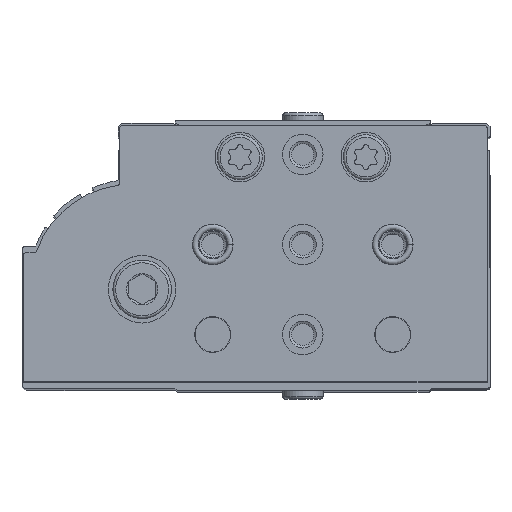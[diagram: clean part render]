
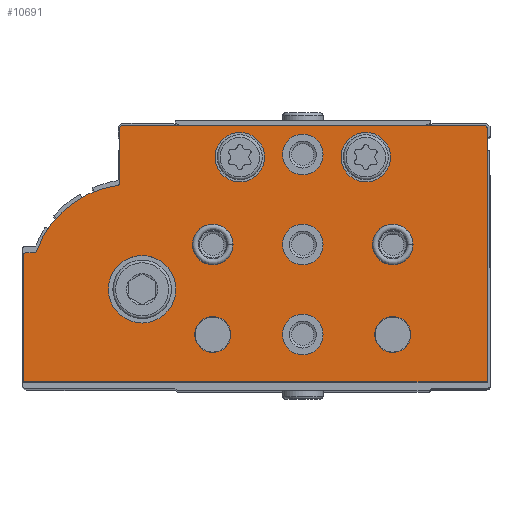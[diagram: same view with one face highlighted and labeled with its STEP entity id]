
A CAD part, top view. The second image highlights one B-rep face of the part: STEP entity #10691.
In plain terms, the highlighted face is planar.
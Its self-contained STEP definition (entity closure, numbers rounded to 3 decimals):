
#1090=LINE('',#18085,#1913);
#1092=LINE('',#18089,#1915);
#1094=LINE('',#18093,#1917);
#1097=LINE('',#18101,#1920);
#1102=LINE('',#18117,#1925);
#1105=LINE('',#18125,#1928);
#1913=VECTOR('',#14638,1000.);
#1915=VECTOR('',#14642,1000.);
#1917=VECTOR('',#14646,1000.);
#1920=VECTOR('',#14655,1000.);
#1925=VECTOR('',#14674,1000.);
#1928=VECTOR('',#14683,1000.);
#4129=ORIENTED_EDGE('',*,*,#6045,.T.);
#4130=ORIENTED_EDGE('',*,*,#6046,.T.);
#4131=ORIENTED_EDGE('',*,*,#6047,.T.);
#4132=ORIENTED_EDGE('',*,*,#6048,.T.);
#4133=ORIENTED_EDGE('',*,*,#6049,.T.);
#4134=ORIENTED_EDGE('',*,*,#6050,.T.);
#4135=ORIENTED_EDGE('',*,*,#6051,.T.);
#4136=ORIENTED_EDGE('',*,*,#6052,.T.);
#4137=ORIENTED_EDGE('',*,*,#6053,.T.);
#4138=ORIENTED_EDGE('',*,*,#6054,.T.);
#4139=ORIENTED_EDGE('',*,*,#6020,.F.);
#4140=ORIENTED_EDGE('',*,*,#6043,.F.);
#4141=ORIENTED_EDGE('',*,*,#6041,.F.);
#4142=ORIENTED_EDGE('',*,*,#6039,.F.);
#4143=ORIENTED_EDGE('',*,*,#6037,.T.);
#4144=ORIENTED_EDGE('',*,*,#6035,.F.);
#4145=ORIENTED_EDGE('',*,*,#6033,.T.);
#4146=ORIENTED_EDGE('',*,*,#6031,.F.);
#4147=ORIENTED_EDGE('',*,*,#6029,.F.);
#4148=ORIENTED_EDGE('',*,*,#6027,.F.);
#4149=ORIENTED_EDGE('',*,*,#6025,.F.);
#4150=ORIENTED_EDGE('',*,*,#6023,.F.);
#6020=EDGE_CURVE('',#7194,#7195,#7841,.T.);
#6023=EDGE_CURVE('',#7195,#7196,#1090,.T.);
#6025=EDGE_CURVE('',#7196,#7197,#1092,.T.);
#6027=EDGE_CURVE('',#7197,#7198,#1094,.T.);
#6029=EDGE_CURVE('',#7198,#7199,#7842,.T.);
#6031=EDGE_CURVE('',#7199,#7200,#1097,.T.);
#6033=EDGE_CURVE('',#7201,#7200,#7843,.T.);
#6035=EDGE_CURVE('',#7201,#7202,#7844,.T.);
#6037=EDGE_CURVE('',#7203,#7202,#7845,.T.);
#6039=EDGE_CURVE('',#7203,#7204,#1102,.T.);
#6041=EDGE_CURVE('',#7204,#7205,#7846,.T.);
#6043=EDGE_CURVE('',#7205,#7194,#1105,.T.);
#6045=EDGE_CURVE('',#7206,#7206,#7847,.T.);
#6046=EDGE_CURVE('',#7207,#7207,#7848,.T.);
#6047=EDGE_CURVE('',#7208,#7208,#7849,.T.);
#6048=EDGE_CURVE('',#7209,#7209,#7850,.T.);
#6049=EDGE_CURVE('',#7210,#7210,#7851,.T.);
#6050=EDGE_CURVE('',#7211,#7211,#7852,.T.);
#6051=EDGE_CURVE('',#7212,#7212,#7853,.T.);
#6052=EDGE_CURVE('',#7213,#7213,#7854,.T.);
#6053=EDGE_CURVE('',#7214,#7214,#7855,.T.);
#6054=EDGE_CURVE('',#7215,#7215,#7856,.T.);
#7194=VERTEX_POINT('',#18080);
#7195=VERTEX_POINT('',#18081);
#7196=VERTEX_POINT('',#18086);
#7197=VERTEX_POINT('',#18090);
#7198=VERTEX_POINT('',#18094);
#7199=VERTEX_POINT('',#18098);
#7200=VERTEX_POINT('',#18102);
#7201=VERTEX_POINT('',#18106);
#7202=VERTEX_POINT('',#18110);
#7203=VERTEX_POINT('',#18114);
#7204=VERTEX_POINT('',#18118);
#7205=VERTEX_POINT('',#18122);
#7206=VERTEX_POINT('',#18129);
#7207=VERTEX_POINT('',#18131);
#7208=VERTEX_POINT('',#18133);
#7209=VERTEX_POINT('',#18135);
#7210=VERTEX_POINT('',#18137);
#7211=VERTEX_POINT('',#18139);
#7212=VERTEX_POINT('',#18141);
#7213=VERTEX_POINT('',#18143);
#7214=VERTEX_POINT('',#18145);
#7215=VERTEX_POINT('',#18147);
#7841=CIRCLE('',#11940,0.5);
#7842=CIRCLE('',#11945,0.5);
#7843=CIRCLE('',#11948,0.5);
#7844=CIRCLE('',#11950,22.5);
#7845=CIRCLE('',#11952,0.5);
#7846=CIRCLE('',#11955,0.5);
#7847=CIRCLE('',#11958,7.5);
#7848=CIRCLE('',#11959,4.5);
#7849=CIRCLE('',#11960,5.5);
#7850=CIRCLE('',#11961,5.5);
#7851=CIRCLE('',#11962,4.5);
#7852=CIRCLE('',#11963,4.5);
#7853=CIRCLE('',#11964,4.5);
#7854=CIRCLE('',#11965,4.);
#7855=CIRCLE('',#11966,4.5);
#7856=CIRCLE('',#11967,4.);
#8644=EDGE_LOOP('',(#4129));
#8645=EDGE_LOOP('',(#4130));
#8646=EDGE_LOOP('',(#4131));
#8647=EDGE_LOOP('',(#4132));
#8648=EDGE_LOOP('',(#4133));
#8649=EDGE_LOOP('',(#4134));
#8650=EDGE_LOOP('',(#4135));
#8651=EDGE_LOOP('',(#4136));
#8652=EDGE_LOOP('',(#4137));
#8653=EDGE_LOOP('',(#4138));
#8654=EDGE_LOOP('',(#4139,#4140,#4141,#4142,#4143,#4144,#4145,#4146,#4147,
#4148,#4149,#4150));
#9589=FACE_BOUND('',#8644,.T.);
#9590=FACE_BOUND('',#8645,.T.);
#9591=FACE_BOUND('',#8646,.T.);
#9592=FACE_BOUND('',#8647,.T.);
#9593=FACE_BOUND('',#8648,.T.);
#9594=FACE_BOUND('',#8649,.T.);
#9595=FACE_BOUND('',#8650,.T.);
#9596=FACE_BOUND('',#8651,.T.);
#9597=FACE_BOUND('',#8652,.T.);
#9598=FACE_BOUND('',#8653,.T.);
#9599=FACE_BOUND('',#8654,.T.);
#10171=PLANE('',#11957);
#10691=ADVANCED_FACE('',(#9589,#9590,#9591,#9592,#9593,#9594,#9595,#9596,
#9597,#9598,#9599),#10171,.F.);
#11940=AXIS2_PLACEMENT_3D('',#18079,#14632,#14633);
#11945=AXIS2_PLACEMENT_3D('',#18097,#14650,#14651);
#11948=AXIS2_PLACEMENT_3D('',#18105,#14659,#14660);
#11950=AXIS2_PLACEMENT_3D('',#18109,#14664,#14665);
#11952=AXIS2_PLACEMENT_3D('',#18113,#14669,#14670);
#11955=AXIS2_PLACEMENT_3D('',#18121,#14678,#14679);
#11957=AXIS2_PLACEMENT_3D('',#18127,#14685,#14686);
#11958=AXIS2_PLACEMENT_3D('',#18128,#14687,#14688);
#11959=AXIS2_PLACEMENT_3D('',#18130,#14689,#14690);
#11960=AXIS2_PLACEMENT_3D('',#18132,#14691,#14692);
#11961=AXIS2_PLACEMENT_3D('',#18134,#14693,#14694);
#11962=AXIS2_PLACEMENT_3D('',#18136,#14695,#14696);
#11963=AXIS2_PLACEMENT_3D('',#18138,#14697,#14698);
#11964=AXIS2_PLACEMENT_3D('',#18140,#14699,#14700);
#11965=AXIS2_PLACEMENT_3D('',#18142,#14701,#14702);
#11966=AXIS2_PLACEMENT_3D('',#18144,#14703,#14704);
#11967=AXIS2_PLACEMENT_3D('',#18146,#14705,#14706);
#14632=DIRECTION('',(0.,0.,1.));
#14633=DIRECTION('',(1.,0.,0.));
#14638=DIRECTION('',(0.,-1.,0.));
#14642=DIRECTION('',(1.,0.,0.));
#14646=DIRECTION('',(0.,1.,0.));
#14650=DIRECTION('',(0.,0.,1.));
#14651=DIRECTION('',(1.,0.,0.));
#14655=DIRECTION('',(-1.,0.,0.));
#14659=DIRECTION('',(0.,0.,1.));
#14660=DIRECTION('',(1.,0.,0.));
#14664=DIRECTION('',(0.,0.,1.));
#14665=DIRECTION('',(1.,0.,0.));
#14669=DIRECTION('',(0.,0.,1.));
#14670=DIRECTION('',(1.,0.,0.));
#14674=DIRECTION('',(0.,1.,0.));
#14678=DIRECTION('',(0.,0.,1.));
#14679=DIRECTION('',(1.,0.,0.));
#14683=DIRECTION('',(-1.,0.,0.));
#14685=DIRECTION('',(0.,0.,1.));
#14686=DIRECTION('',(1.,0.,0.));
#14687=DIRECTION('',(0.,0.,1.));
#14688=DIRECTION('',(1.,0.,0.));
#14689=DIRECTION('',(0.,0.,1.));
#14690=DIRECTION('',(1.,0.,0.));
#14691=DIRECTION('',(0.,0.,1.));
#14692=DIRECTION('',(1.,0.,0.));
#14693=DIRECTION('',(0.,0.,1.));
#14694=DIRECTION('',(1.,0.,0.));
#14695=DIRECTION('',(0.,0.,1.));
#14696=DIRECTION('',(1.,0.,0.));
#14697=DIRECTION('',(0.,0.,1.));
#14698=DIRECTION('',(1.,0.,0.));
#14699=DIRECTION('',(0.,0.,1.));
#14700=DIRECTION('',(1.,0.,0.));
#14701=DIRECTION('',(0.,0.,1.));
#14702=DIRECTION('',(1.,0.,0.));
#14703=DIRECTION('',(0.,0.,1.));
#14704=DIRECTION('',(1.,0.,0.));
#14705=DIRECTION('',(0.,0.,1.));
#14706=DIRECTION('',(1.,0.,0.));
#18079=CARTESIAN_POINT('',(0.5,56.5,0.));
#18080=CARTESIAN_POINT('',(0.5,57.,0.));
#18081=CARTESIAN_POINT('',(0.,56.5,0.));
#18085=CARTESIAN_POINT('',(0.,56.5,0.));
#18086=CARTESIAN_POINT('',(0.,0.,0.));
#18089=CARTESIAN_POINT('',(0.,0.,0.));
#18090=CARTESIAN_POINT('',(103.,0.,0.));
#18093=CARTESIAN_POINT('',(103.,0.,0.));
#18094=CARTESIAN_POINT('',(103.,28.2,0.));
#18097=CARTESIAN_POINT('',(102.5,28.2,0.));
#18098=CARTESIAN_POINT('',(102.5,28.7,0.));
#18101=CARTESIAN_POINT('',(102.5,28.7,0.));
#18102=CARTESIAN_POINT('',(100.637,28.7,0.));
#18105=CARTESIAN_POINT('',(100.637,29.2,0.));
#18106=CARTESIAN_POINT('',(100.167,29.03,0.));
#18109=CARTESIAN_POINT('',(79.,21.4,0.));
#18110=CARTESIAN_POINT('',(82.033,43.695,0.));
#18113=CARTESIAN_POINT('',(82.1,44.19,0.));
#18114=CARTESIAN_POINT('',(81.6,44.19,0.));
#18117=CARTESIAN_POINT('',(81.6,44.19,0.));
#18118=CARTESIAN_POINT('',(81.6,56.5,0.));
#18121=CARTESIAN_POINT('',(81.1,56.5,0.));
#18122=CARTESIAN_POINT('',(81.1,57.,0.));
#18125=CARTESIAN_POINT('',(81.1,57.,0.));
#18127=CARTESIAN_POINT('',(0.5,56.5,0.));
#18128=CARTESIAN_POINT('',(76.65,20.6,0.));
#18129=CARTESIAN_POINT('',(84.15,20.6,0.));
#18130=CARTESIAN_POINT('',(40.95,50.55,0.));
#18131=CARTESIAN_POINT('',(45.45,50.55,0.));
#18132=CARTESIAN_POINT('',(54.95,49.95,0.));
#18133=CARTESIAN_POINT('',(60.45,49.95,0.));
#18134=CARTESIAN_POINT('',(26.95,49.95,0.));
#18135=CARTESIAN_POINT('',(32.45,49.95,0.));
#18136=CARTESIAN_POINT('',(60.95,30.55,0.));
#18137=CARTESIAN_POINT('',(65.45,30.55,0.));
#18138=CARTESIAN_POINT('',(40.95,30.55,0.));
#18139=CARTESIAN_POINT('',(45.45,30.55,0.));
#18140=CARTESIAN_POINT('',(20.95,30.55,0.));
#18141=CARTESIAN_POINT('',(25.45,30.55,0.));
#18142=CARTESIAN_POINT('',(60.95,10.55,0.));
#18143=CARTESIAN_POINT('',(64.95,10.55,0.));
#18144=CARTESIAN_POINT('',(40.95,10.55,0.));
#18145=CARTESIAN_POINT('',(45.45,10.55,0.));
#18146=CARTESIAN_POINT('',(20.95,10.55,0.));
#18147=CARTESIAN_POINT('',(24.95,10.55,0.));
